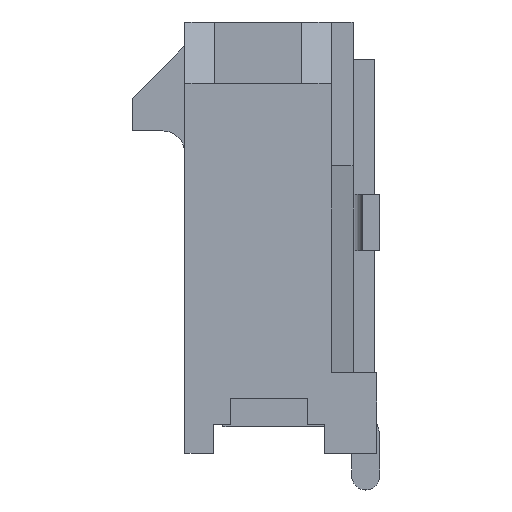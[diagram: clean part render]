
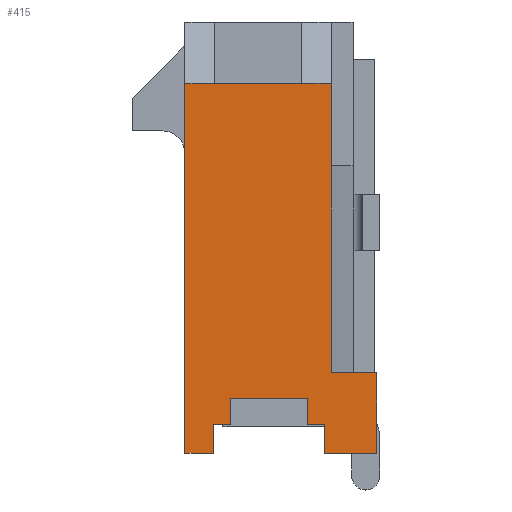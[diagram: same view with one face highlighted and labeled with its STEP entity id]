
A CAD part, left-side view. The second image highlights one B-rep face of the part: STEP entity #415.
In plain terms, the highlighted planar face has unit normal (-1, 0, 0).
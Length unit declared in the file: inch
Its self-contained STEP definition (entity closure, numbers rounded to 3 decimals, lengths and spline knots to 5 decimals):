
#198 = VERTEX_POINT ( 'NONE', #10452 ) ;
#369 = CARTESIAN_POINT ( 'NONE',  ( -0.42598, -0.0563, -0.12205 ) ) ;
#415 = ADVANCED_FACE ( 'NONE', ( #2164 ), #7232, .F. ) ;
#432 = DIRECTION ( 'NONE',  ( 0., 1., 0. ) ) ;
#477 = LINE ( 'NONE', #5221, #8805 ) ;
#563 = DIRECTION ( 'NONE',  ( 1., 0., 0. ) ) ;
#703 = DIRECTION ( 'NONE',  ( 0., 0., -1. ) ) ;
#728 = CARTESIAN_POINT ( 'NONE',  ( -0.42598, 0.04921, 0.13976 ) ) ;
#789 = EDGE_LOOP ( 'NONE', ( #5557, #11862, #10098, #4535, #11705, #9646, #1952, #13684, #2821, #8096, #9467, #6329, #7144, #5885, #6697, #5860, #9093 ) ) ;
#917 = VERTEX_POINT ( 'NONE', #2417 ) ;
#966 = LINE ( 'NONE', #2143, #1149 ) ;
#984 = LINE ( 'NONE', #13760, #3892 ) ;
#1127 = VERTEX_POINT ( 'NONE', #10433 ) ;
#1140 = VERTEX_POINT ( 'NONE', #4913 ) ;
#1149 = VECTOR ( 'NONE', #5022, 39.37008 ) ;
#1292 = VERTEX_POINT ( 'NONE', #10888 ) ;
#1402 = EDGE_CURVE ( 'NONE', #1127, #9159, #12920, .T. ) ;
#1952 = ORIENTED_EDGE ( 'NONE', *, *, #6604, .F. ) ;
#2108 = VERTEX_POINT ( 'NONE', #13906 ) ;
#2143 = CARTESIAN_POINT ( 'NONE',  ( -0.42598, 0.04154, -0.19488 ) ) ;
#2164 = FACE_OUTER_BOUND ( 'NONE', #789, .T. ) ;
#2257 = CARTESIAN_POINT ( 'NONE',  ( -0.42598, 0.05, -0.19488 ) ) ;
#2349 = EDGE_CURVE ( 'NONE', #9882, #917, #13235, .T. ) ;
#2417 = CARTESIAN_POINT ( 'NONE',  ( -0.42598, -0.02953, 0.13976 ) ) ;
#2623 = VECTOR ( 'NONE', #10465, 39.37008 ) ;
#2821 = ORIENTED_EDGE ( 'NONE', *, *, #5438, .F. ) ;
#2978 = VECTOR ( 'NONE', #432, 39.37008 ) ;
#3044 = LINE ( 'NONE', #9880, #10012 ) ;
#3312 = CARTESIAN_POINT ( 'NONE',  ( -0.42598, -0.03445, -0.1685 ) ) ;
#3379 = LINE ( 'NONE', #12200, #8444 ) ;
#3381 = DIRECTION ( 'NONE',  ( 0., 1., 0. ) ) ;
#3480 = CARTESIAN_POINT ( 'NONE',  ( -0.42598, -0.05, -0.1685 ) ) ;
#3599 = DIRECTION ( 'NONE',  ( 0., 0., -1. ) ) ;
#3603 = LINE ( 'NONE', #728, #11944 ) ;
#3892 = VECTOR ( 'NONE', #11686, 39.37008 ) ;
#4318 = DIRECTION ( 'NONE',  ( 0., 1., 0. ) ) ;
#4483 = VECTOR ( 'NONE', #10626, 39.37008 ) ;
#4535 = ORIENTED_EDGE ( 'NONE', *, *, #6138, .F. ) ;
#4575 = VECTOR ( 'NONE', #8073, 39.37008 ) ;
#4616 = EDGE_CURVE ( 'NONE', #4853, #9159, #477, .T. ) ;
#4811 = EDGE_CURVE ( 'NONE', #1140, #11965, #10030, .T. ) ;
#4853 = VERTEX_POINT ( 'NONE', #5753 ) ;
#4913 = CARTESIAN_POINT ( 'NONE',  ( -0.42598, 0.05, -0.1685 ) ) ;
#5022 = DIRECTION ( 'NONE',  ( 0., 1., 0. ) ) ;
#5035 = VECTOR ( 'NONE', #6585, 39.37008 ) ;
#5192 = EDGE_CURVE ( 'NONE', #1292, #5682, #966, .T. ) ;
#5221 = CARTESIAN_POINT ( 'NONE',  ( -0.42598, -0.0563, 0.13976 ) ) ;
#5423 = VECTOR ( 'NONE', #3599, 39.37008 ) ;
#5438 = EDGE_CURVE ( 'NONE', #2108, #10176, #6226, .T. ) ;
#5492 = CARTESIAN_POINT ( 'NONE',  ( -0.42598, 0.07598, 0.13976 ) ) ;
#5505 = LINE ( 'NONE', #6119, #2623 ) ;
#5557 = ORIENTED_EDGE ( 'NONE', *, *, #11113, .F. ) ;
#5682 = VERTEX_POINT ( 'NONE', #6905 ) ;
#5753 = CARTESIAN_POINT ( 'NONE',  ( -0.42598, 0.04921, 0.13976 ) ) ;
#5803 = CARTESIAN_POINT ( 'NONE',  ( -0.42598, 0.03445, -0.1685 ) ) ;
#5860 = ORIENTED_EDGE ( 'NONE', *, *, #6187, .F. ) ;
#5885 = ORIENTED_EDGE ( 'NONE', *, *, #11621, .F. ) ;
#5954 = CARTESIAN_POINT ( 'NONE',  ( -0.42598, -0.09724, -0.12795 ) ) ;
#6119 = CARTESIAN_POINT ( 'NONE',  ( -0.42598, -0.0563, 0.19488 ) ) ;
#6138 = EDGE_CURVE ( 'NONE', #11965, #1127, #8199, .T. ) ;
#6187 = EDGE_CURVE ( 'NONE', #9882, #12525, #5505, .T. ) ;
#6226 = LINE ( 'NONE', #3312, #5035 ) ;
#6295 = DIRECTION ( 'NONE',  ( 0., -1., 0. ) ) ;
#6329 = ORIENTED_EDGE ( 'NONE', *, *, #5192, .F. ) ;
#6395 = CARTESIAN_POINT ( 'NONE',  ( -0.42598, -0.05, -0.1685 ) ) ;
#6585 = DIRECTION ( 'NONE',  ( 0., 0., 1. ) ) ;
#6604 = EDGE_CURVE ( 'NONE', #198, #9283, #12781, .T. ) ;
#6697 = ORIENTED_EDGE ( 'NONE', *, *, #8382, .T. ) ;
#6905 = CARTESIAN_POINT ( 'NONE',  ( -0.42598, -0.05, -0.19488 ) ) ;
#7144 = ORIENTED_EDGE ( 'NONE', *, *, #11063, .F. ) ;
#7218 = VERTEX_POINT ( 'NONE', #3480 ) ;
#7225 = VERTEX_POINT ( 'NONE', #369 ) ;
#7232 = PLANE ( 'NONE',  #8612 ) ;
#7237 = CARTESIAN_POINT ( 'NONE',  ( -0.42598, -0.0563, -0.12205 ) ) ;
#7271 = LINE ( 'NONE', #7237, #4575 ) ;
#7313 = DIRECTION ( 'NONE',  ( 0., 1., 0. ) ) ;
#7351 = DIRECTION ( 'NONE',  ( 0., 0., 1. ) ) ;
#7597 = DIRECTION ( 'NONE',  ( 0., 0., 1. ) ) ;
#7795 = VECTOR ( 'NONE', #7351, 39.37008 ) ;
#7835 = LINE ( 'NONE', #6395, #10402 ) ;
#8042 = CARTESIAN_POINT ( 'NONE',  ( -0.42598, -0.03445, -0.14488 ) ) ;
#8073 = DIRECTION ( 'NONE',  ( 0., -1., 0. ) ) ;
#8096 = ORIENTED_EDGE ( 'NONE', *, *, #11261, .F. ) ;
#8199 = LINE ( 'NONE', #13003, #2978 ) ;
#8382 = EDGE_CURVE ( 'NONE', #7225, #12525, #13936, .T. ) ;
#8444 = VECTOR ( 'NONE', #12275, 39.37008 ) ;
#8586 = CARTESIAN_POINT ( 'NONE',  ( -0.42598, -0.0563, 0.13976 ) ) ;
#8612 = AXIS2_PLACEMENT_3D ( 'NONE', #10485, #563, #703 ) ;
#8706 = LINE ( 'NONE', #5954, #9395 ) ;
#8805 = VECTOR ( 'NONE', #7313, 39.37008 ) ;
#8881 = EDGE_CURVE ( 'NONE', #10176, #198, #984, .T. ) ;
#9093 = ORIENTED_EDGE ( 'NONE', *, *, #2349, .T. ) ;
#9159 = VERTEX_POINT ( 'NONE', #5492 ) ;
#9187 = EDGE_CURVE ( 'NONE', #9283, #1140, #3044, .T. ) ;
#9197 = CARTESIAN_POINT ( 'NONE',  ( -0.42598, -0.09724, -0.12205 ) ) ;
#9283 = VERTEX_POINT ( 'NONE', #5803 ) ;
#9331 = EDGE_CURVE ( 'NONE', #5682, #7218, #3379, .T. ) ;
#9395 = VECTOR ( 'NONE', #13595, 39.37008 ) ;
#9467 = ORIENTED_EDGE ( 'NONE', *, *, #9331, .F. ) ;
#9646 = ORIENTED_EDGE ( 'NONE', *, *, #9187, .F. ) ;
#9880 = CARTESIAN_POINT ( 'NONE',  ( -0.42598, 0.03445, -0.1685 ) ) ;
#9882 = VERTEX_POINT ( 'NONE', #8586 ) ;
#10012 = VECTOR ( 'NONE', #3381, 39.37008 ) ;
#10030 = LINE ( 'NONE', #11263, #5423 ) ;
#10086 = CARTESIAN_POINT ( 'NONE',  ( -0.42598, -0.0563, 0.06496 ) ) ;
#10098 = ORIENTED_EDGE ( 'NONE', *, *, #1402, .F. ) ;
#10176 = VERTEX_POINT ( 'NONE', #8042 ) ;
#10402 = VECTOR ( 'NONE', #10727, 39.37008 ) ;
#10433 = CARTESIAN_POINT ( 'NONE',  ( -0.42598, 0.07598, -0.19488 ) ) ;
#10452 = CARTESIAN_POINT ( 'NONE',  ( -0.42598, 0.03445, -0.14488 ) ) ;
#10465 = DIRECTION ( 'NONE',  ( 0., 0., -1. ) ) ;
#10485 = CARTESIAN_POINT ( 'NONE',  ( -0.42598, -0.0563, 0.19488 ) ) ;
#10626 = DIRECTION ( 'NONE',  ( 0., 0., -1. ) ) ;
#10727 = DIRECTION ( 'NONE',  ( 0., 1., 0. ) ) ;
#10736 = VECTOR ( 'NONE', #7597, 39.37008 ) ;
#10822 = CARTESIAN_POINT ( 'NONE',  ( -0.42598, -0.0563, 0.13976 ) ) ;
#10838 = CARTESIAN_POINT ( 'NONE',  ( -0.42598, 0.07598, 0.19488 ) ) ;
#10888 = CARTESIAN_POINT ( 'NONE',  ( -0.42598, -0.09724, -0.19488 ) ) ;
#10890 = VECTOR ( 'NONE', #4318, 39.37008 ) ;
#11063 = EDGE_CURVE ( 'NONE', #12121, #1292, #8706, .T. ) ;
#11113 = EDGE_CURVE ( 'NONE', #4853, #917, #3603, .T. ) ;
#11261 = EDGE_CURVE ( 'NONE', #7218, #2108, #7835, .T. ) ;
#11263 = CARTESIAN_POINT ( 'NONE',  ( -0.42598, 0.05, -0.1685 ) ) ;
#11621 = EDGE_CURVE ( 'NONE', #7225, #12121, #7271, .T. ) ;
#11686 = DIRECTION ( 'NONE',  ( 0., 1., 0. ) ) ;
#11705 = ORIENTED_EDGE ( 'NONE', *, *, #4811, .F. ) ;
#11862 = ORIENTED_EDGE ( 'NONE', *, *, #4616, .T. ) ;
#11944 = VECTOR ( 'NONE', #6295, 39.37008 ) ;
#11965 = VERTEX_POINT ( 'NONE', #2257 ) ;
#12121 = VERTEX_POINT ( 'NONE', #9197 ) ;
#12200 = CARTESIAN_POINT ( 'NONE',  ( -0.42598, -0.05, -0.19488 ) ) ;
#12275 = DIRECTION ( 'NONE',  ( 0., 0., 1. ) ) ;
#12525 = VERTEX_POINT ( 'NONE', #10086 ) ;
#12751 = CARTESIAN_POINT ( 'NONE',  ( -0.42598, 0.03445, -0.14488 ) ) ;
#12781 = LINE ( 'NONE', #12751, #4483 ) ;
#12920 = LINE ( 'NONE', #10838, #10736 ) ;
#13003 = CARTESIAN_POINT ( 'NONE',  ( -0.42598, 0.04154, -0.19488 ) ) ;
#13235 = LINE ( 'NONE', #10822, #10890 ) ;
#13595 = DIRECTION ( 'NONE',  ( 0., 0., -1. ) ) ;
#13684 = ORIENTED_EDGE ( 'NONE', *, *, #8881, .F. ) ;
#13760 = CARTESIAN_POINT ( 'NONE',  ( -0.42598, -0.03445, -0.14488 ) ) ;
#13863 = CARTESIAN_POINT ( 'NONE',  ( -0.42598, -0.0563, -0.12205 ) ) ;
#13906 = CARTESIAN_POINT ( 'NONE',  ( -0.42598, -0.03445, -0.1685 ) ) ;
#13936 = LINE ( 'NONE', #13863, #7795 ) ;
